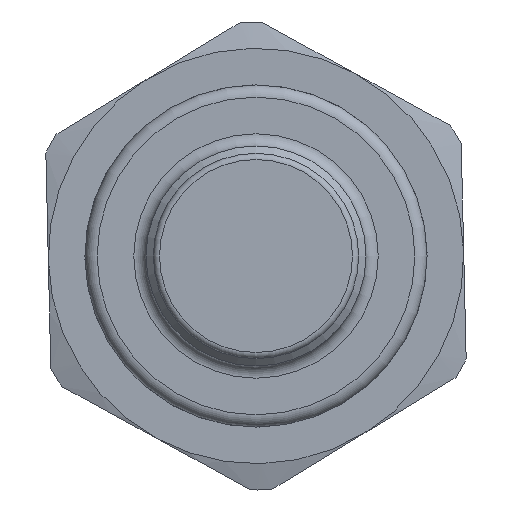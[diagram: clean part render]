
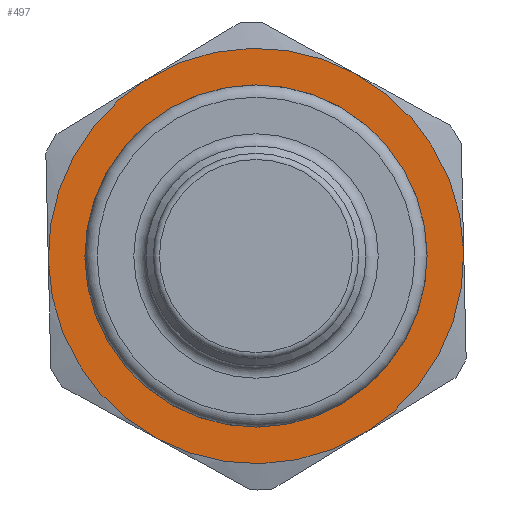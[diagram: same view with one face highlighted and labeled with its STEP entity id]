
A CAD part, left-side view. The second image highlights one B-rep face of the part: STEP entity #497.
In plain terms, the highlighted planar face has unit normal (-1, 0, 0).
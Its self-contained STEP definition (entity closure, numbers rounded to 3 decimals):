
#421=CARTESIAN_POINT('',(24.35,6.998,-0.161));
#422=VERTEX_POINT('',#421);
#423=CARTESIAN_POINT('',(24.35,0.0,0.0));
#424=DIRECTION('',(-1.0,0.0,0.0));
#425=DIRECTION('',(0.0,1.,-0.023));
#426=AXIS2_PLACEMENT_3D('',#423,#424,#425);
#427=CIRCLE('',#426,7.);
#428=EDGE_CURVE('',#422,#422,#427,.T.);
#433=CARTESIAN_POINT('',(24.35,7.748,-0.178));
#434=DIRECTION('',(-1.0,0.0,0.0));
#435=DIRECTION('',(0.0,0.023,1.));
#436=AXIS2_PLACEMENT_3D('',#433,#434,#435);
#437=PLANE('',#436);
#438=CARTESIAN_POINT('',(24.35,8.498,-0.195));
#439=VERTEX_POINT('',#438);
#440=CARTESIAN_POINT('',(24.35,4.08,-7.457));
#441=VERTEX_POINT('',#440);
#442=CARTESIAN_POINT('',(24.35,0.0,0.0));
#443=DIRECTION('',(-1.0,0.0,0.0));
#444=DIRECTION('',(0.0,1.,-0.023));
#445=AXIS2_PLACEMENT_3D('',#442,#443,#444);
#446=CIRCLE('',#445,8.5);
#447=EDGE_CURVE('',#439,#441,#446,.T.);
#448=ORIENTED_EDGE('',*,*,#447,.T.);
#449=CARTESIAN_POINT('',(24.35,-4.418,-7.262));
#450=VERTEX_POINT('',#449);
#451=CARTESIAN_POINT('',(24.35,0.0,0.0));
#452=DIRECTION('',(-1.0,0.0,0.0));
#453=DIRECTION('',(0.0,1.,-0.023));
#454=AXIS2_PLACEMENT_3D('',#451,#452,#453);
#455=CIRCLE('',#454,8.5);
#456=EDGE_CURVE('',#441,#450,#455,.T.);
#457=ORIENTED_EDGE('',*,*,#456,.T.);
#458=CARTESIAN_POINT('',(24.35,-8.498,0.195));
#459=VERTEX_POINT('',#458);
#460=CARTESIAN_POINT('',(24.35,0.0,0.0));
#461=DIRECTION('',(-1.0,0.0,0.0));
#462=DIRECTION('',(0.0,1.,-0.023));
#463=AXIS2_PLACEMENT_3D('',#460,#461,#462);
#464=CIRCLE('',#463,8.5);
#465=EDGE_CURVE('',#450,#459,#464,.T.);
#466=ORIENTED_EDGE('',*,*,#465,.T.);
#467=CARTESIAN_POINT('',(24.35,-4.08,7.457));
#468=VERTEX_POINT('',#467);
#469=CARTESIAN_POINT('',(24.35,0.0,0.0));
#470=DIRECTION('',(-1.0,0.0,0.0));
#471=DIRECTION('',(0.0,1.,-0.023));
#472=AXIS2_PLACEMENT_3D('',#469,#470,#471);
#473=CIRCLE('',#472,8.5);
#474=EDGE_CURVE('',#459,#468,#473,.T.);
#475=ORIENTED_EDGE('',*,*,#474,.T.);
#476=CARTESIAN_POINT('',(24.35,4.418,7.262));
#477=VERTEX_POINT('',#476);
#478=CARTESIAN_POINT('',(24.35,0.0,0.0));
#479=DIRECTION('',(-1.0,0.0,0.0));
#480=DIRECTION('',(0.0,1.,-0.023));
#481=AXIS2_PLACEMENT_3D('',#478,#479,#480);
#482=CIRCLE('',#481,8.5);
#483=EDGE_CURVE('',#468,#477,#482,.T.);
#484=ORIENTED_EDGE('',*,*,#483,.T.);
#485=CARTESIAN_POINT('',(24.35,0.0,0.0));
#486=DIRECTION('',(-1.0,0.0,0.0));
#487=DIRECTION('',(0.0,1.,-0.023));
#488=AXIS2_PLACEMENT_3D('',#485,#486,#487);
#489=CIRCLE('',#488,8.5);
#490=EDGE_CURVE('',#477,#439,#489,.T.);
#491=ORIENTED_EDGE('',*,*,#490,.T.);
#492=EDGE_LOOP('',(#448,#457,#466,#475,#484,#491));
#493=FACE_OUTER_BOUND('',#492,.T.);
#494=ORIENTED_EDGE('',*,*,#428,.F.);
#495=EDGE_LOOP('',(#494));
#496=FACE_BOUND('',#495,.T.);
#497=ADVANCED_FACE('',(#493,#496),#437,.T.);
